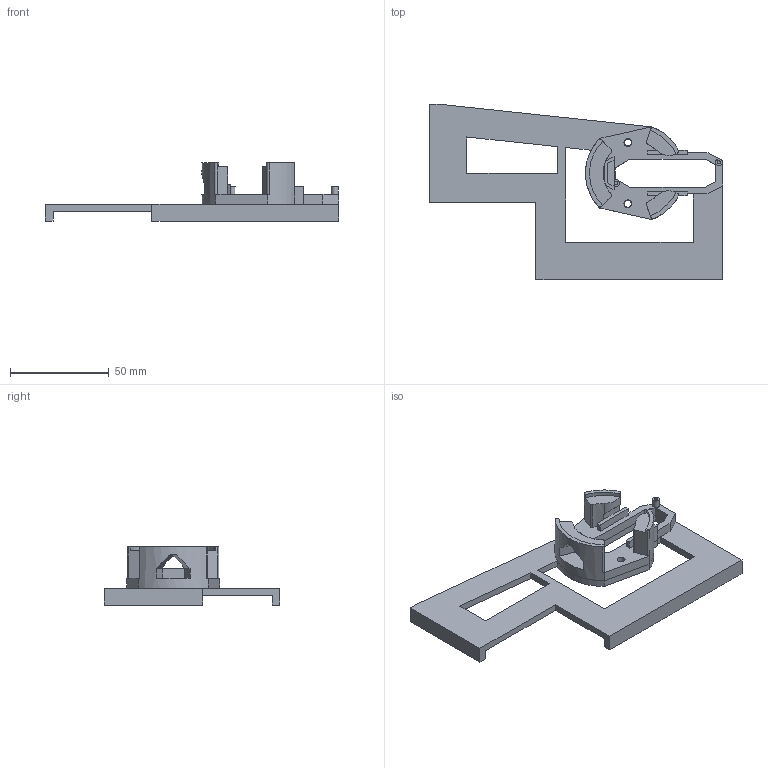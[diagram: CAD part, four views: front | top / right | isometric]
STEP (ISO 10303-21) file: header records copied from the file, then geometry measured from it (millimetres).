
FILE_DESCRIPTION(/* description */ (''),/* implementation_level */ '2;1');
FILE_NAME(/* name */ 'camera_mount v4.step',/* time_stamp */ '2020-04-25T00:56:46-04:00',/* author */ (''),/* organization */ (''),/* preprocessor_version */ 'ST-DEVELOPER v18.1',/* originating_system */ 'Autodesk Translation Framework v9.2.0.1227',/* authorisation */ '');
FILE_SCHEMA (('AUTOMOTIVE_DESIGN { 1 0 10303 214 3 1 1 }'));
Length unit declared in the file: millimetre
Products named in the file (3): camera_mount; camera_holder; camera_base
Assembly tree (2 placements, depth 2):
  camera_mount
    camera_holder
    camera_base
Bounding box: 148.5 x 89 x 29.5 mm (x, y, z)
Volume: 41813.4 mm3; surface area: 26691.6 mm2
Topology: 2 solids, 2 shells, 143 faces, 399 edges, 261 vertices
Faces by surface type: plane 111, cylinder 32
Full cylindrical faces by diameter (mm): 1.7 x2, 3.4 x2, 3.5 x1, 4 x2
Entity records: 4680 total; most frequent: CARTESIAN_POINT 808, ORIENTED_EDGE 798, DIRECTION 781, EDGE_CURVE 399, LINE 313, VECTOR 313, VERTEX_POINT 261, AXIS2_PLACEMENT_3D 234
